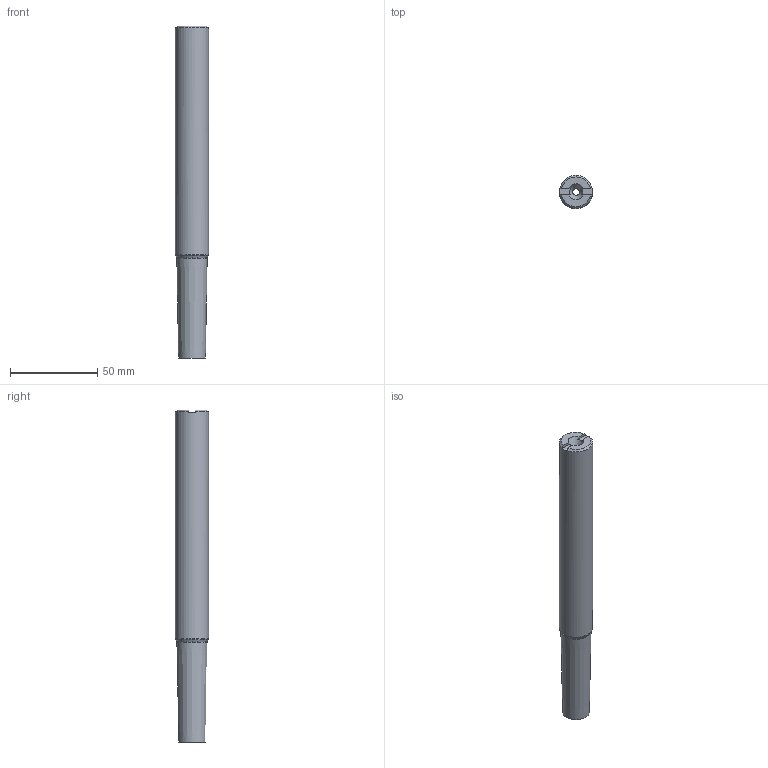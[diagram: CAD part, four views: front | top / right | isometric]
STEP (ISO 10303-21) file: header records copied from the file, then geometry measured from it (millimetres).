
FILE_DESCRIPTION(/* description */ (''),/* implementation_level */ '2;1');
FILE_NAME(/* name */ 'XE16.750J3-7.50-01.0S_Basic.stp',/* time_stamp */ '2022-08-02T11:46:06+05:00',/* author */ (''),/* organization */ (''),/* preprocessor_version */ 'ST-DEVELOPER v16.7',/* originating_system */ 'SIEMENS PLM Software NX 12.0',/* authorisation */ '');
FILE_SCHEMA (('AUTOMOTIVE_DESIGN { 1 0 10303 214 3 1 1 1 }'));
Length unit declared in the file: millimetre
Products named in the file (1): inco283C32F3z2w0
Bounding box: 19.04 x 19.04 x 190.5 mm (x, y, z)
Volume: 46361.4 mm3; surface area: 14090.6 mm2
Topology: 1 solids, 1 shells, 42 faces, 113 edges, 75 vertices
Faces by surface type: plane 11, cone 10, bspline 10, torus 7, cylinder 4
Full cylindrical faces by diameter (mm): 4 x1, 7.05 x1, 11.486 x1, 19.044 x1
Entity records: 6371 total; most frequent: CARTESIAN_POINT 5451, ORIENTED_EDGE 182, DIRECTION 149, EDGE_CURVE 91, AXIS2_PLACEMENT_3D 67, VERTEX_POINT 65, EDGE_LOOP 58, B_SPLINE_CURVE_WITH_KNOTS 44
